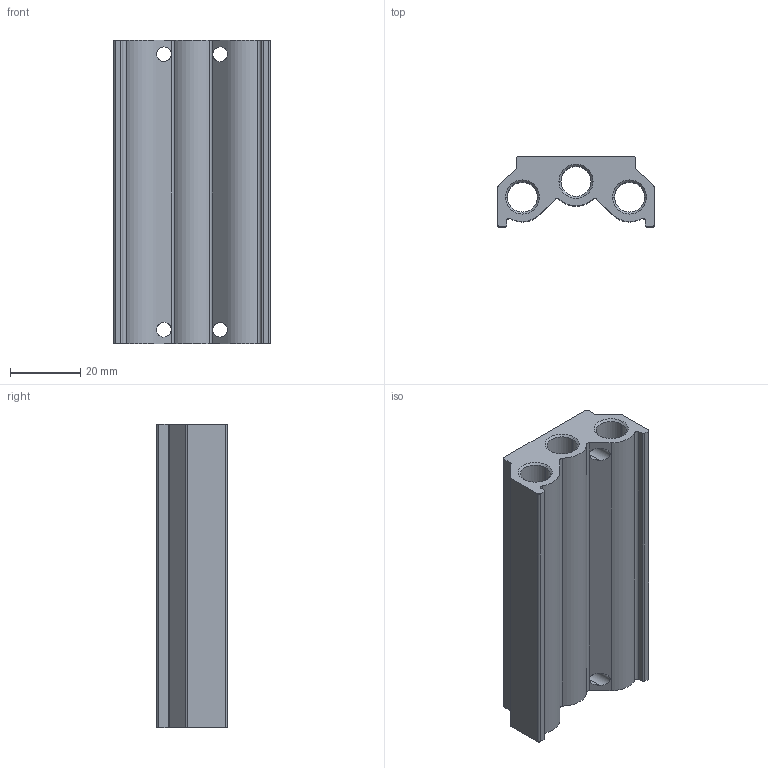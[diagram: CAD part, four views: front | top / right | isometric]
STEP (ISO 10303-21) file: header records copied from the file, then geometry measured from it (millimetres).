
FILE_DESCRIPTION (( 'STEP AP203' ), '1' );
FILE_NAME ('SV522-6F.STEP', '2022-08-02T08:36:52', ( '' ), ( '' ), 'SwSTEP 2.0', 'SolidWorks 2022', '' );
FILE_SCHEMA (( 'CONFIG_CONTROL_DESIGN' ));
Length unit declared in the file: millimetre
Products named in the file (1): SV522-6F
Bounding box: 44.5 x 20 x 86.5 mm (x, y, z)
Volume: 40975.7 mm3; surface area: 20252.4 mm2
Topology: 1 solids, 1 shells, 142 faces, 342 edges, 210 vertices
Faces by surface type: cone 60, cylinder 55, plane 27
Entity records: 4259 total; most frequent: DIRECTION 780, CARTESIAN_POINT 751, ORIENTED_EDGE 684, EDGE_CURVE 342, AXIS2_PLACEMENT_3D 311, VERTEX_POINT 210, CIRCLE 168, EDGE_LOOP 164
